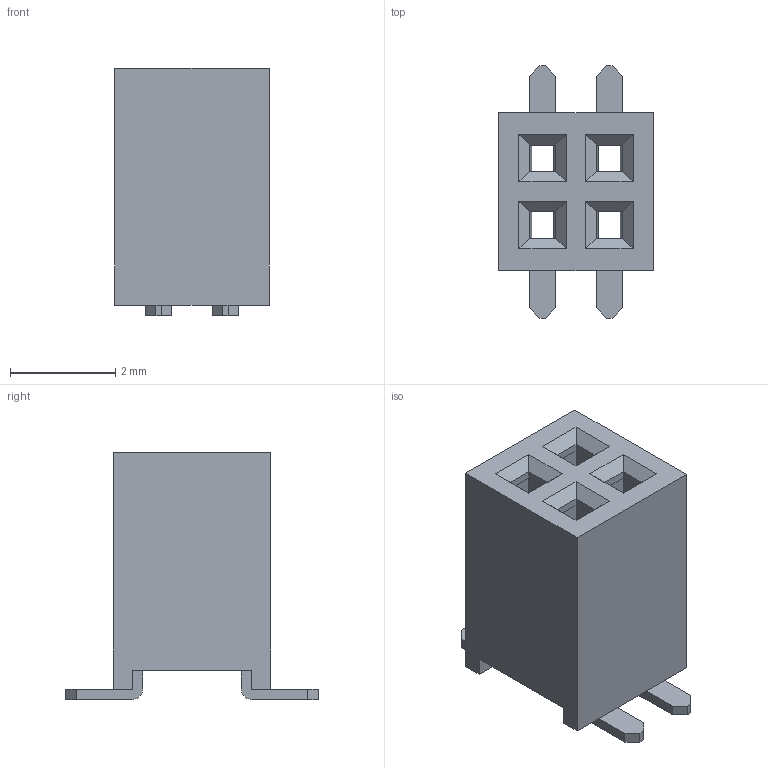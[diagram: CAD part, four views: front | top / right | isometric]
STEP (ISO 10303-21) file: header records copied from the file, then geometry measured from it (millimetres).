
FILE_DESCRIPTION(('STEP AP214'),'1');
FILE_NAME('62300421021.stp','2015-08-15T08:31:30',('TraceParts'),('TraceParts S.A.'),'Spatial InterOp 3D',' ',' ');
FILE_SCHEMA(('automotive_design'));
Length unit declared in the file: millimetre
Products named in the file (5): Assem1|NAUO1#xx;xx; Assem1|NAUO2#6230xx21021;6230xx21021; Assem1|NAUO3#6230xx21021;6230xx21021; Assem1|NAUO4#6230xx21021;6230xx21021; Assem1|NAUO5#6230xx21021;6230xx21021
Bounding box: 2.94 x 4.8 x 4.7 mm (x, y, z)
Volume: 27.6 mm3; surface area: 209.9 mm2
Topology: 5 solids, 5 shells, 314 faces, 840 edges, 536 vertices
Faces by surface type: plane 202, cylinder 104, bspline 8
Entity records: 12476 total; most frequent: CARTESIAN_POINT 1967, ORIENTED_EDGE 1680, DIRECTION 1630, EDGE_CURVE 840, LINE 608, VECTOR 608, VERTEX_POINT 536, AXIS2_PLACEMENT_3D 511
